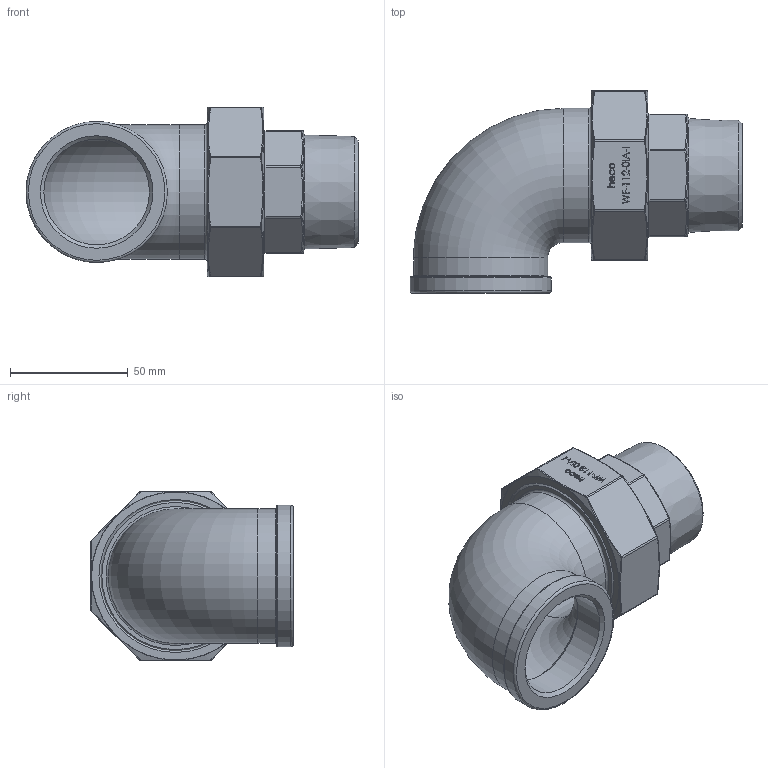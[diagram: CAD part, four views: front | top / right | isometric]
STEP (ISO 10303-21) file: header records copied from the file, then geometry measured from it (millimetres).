
FILE_DESCRIPTION (( 'STEP AP214' ), '1' );
FILE_NAME ('WF-112-0IA-I Winkelverschraubung flach 2109.STEP', '2021-09-23T11:05:50', ( '' ), ( '' ), 'SwSTEP 2.0', 'SolidWorks 2019', '' );
FILE_SCHEMA (( 'AUTOMOTIVE_DESIGN' ));
Length unit declared in the file: millimetre
Products named in the file (1): WF-112-0IA-I Winkelverschraubung flach 2109
Bounding box: 141 x 86 x 72 mm (x, y, z)
Volume: 145136 mm3; surface area: 68552.9 mm2
Topology: 4 solids, 4 shells, 318 faces, 763 edges, 480 vertices
Faces by surface type: plane 136, bspline 99, cylinder 39, torus 32, cone 12
Full cylindrical faces by diameter (mm): 38 x1, 44 x1, 44.84 x1, 48 x1, 50 x2, 57 x2, 58.5 x1, 59 x1, 60 x1, 62.5 x2, 62.84 x1, 65 x1
Entity records: 16821 total; most frequent: CARTESIAN_POINT 6815, ORIENTED_EDGE 1388, DIRECTION 1079, EDGE_CURVE 694, VERTEX_POINT 463, EDGE_LOOP 405, AXIS2_PLACEMENT_3D 363, FACE_OUTER_BOUND 358
